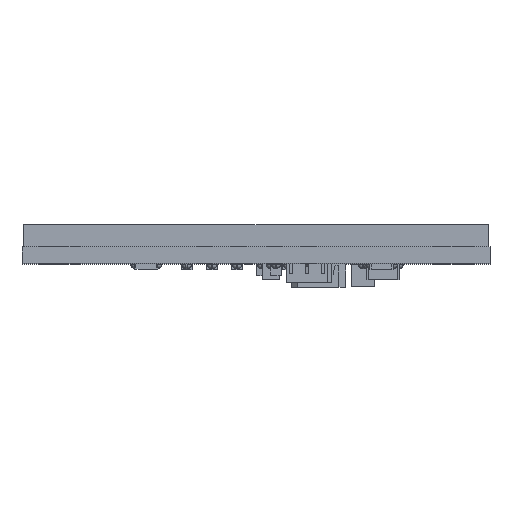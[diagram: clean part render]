
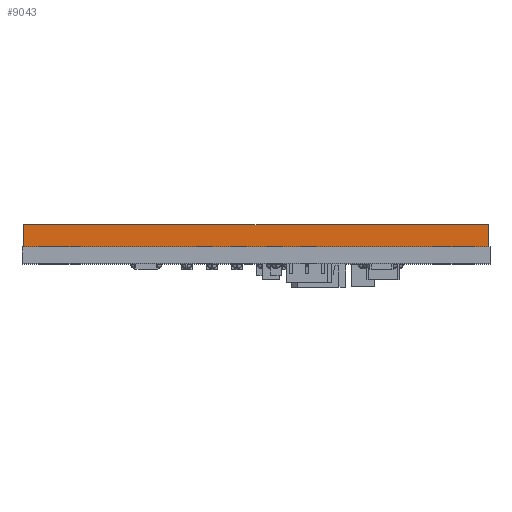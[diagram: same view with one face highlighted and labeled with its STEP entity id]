
A CAD part, top view. The second image highlights one B-rep face of the part: STEP entity #9043.
In plain terms, the highlighted planar face has unit normal (0, 0, 1).
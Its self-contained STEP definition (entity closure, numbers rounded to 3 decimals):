
#263 = VECTOR ( 'NONE', #6395, 1000. ) ;
#1341 = LINE ( 'NONE', #8312, #1426 ) ;
#1426 = VECTOR ( 'NONE', #2383, 1000. ) ;
#1552 = LINE ( 'NONE', #9509, #12152 ) ;
#1605 = LINE ( 'NONE', #4434, #263 ) ;
#2092 = FACE_OUTER_BOUND ( 'NONE', #2844, .T. ) ;
#2162 = EDGE_CURVE ( 'NONE', #8396, #4392, #1552, .T. ) ;
#2383 = DIRECTION ( 'NONE',  ( 1., 0., 0. ) ) ;
#2386 = EDGE_CURVE ( 'NONE', #4392, #6546, #4034, .T. ) ;
#2444 = CARTESIAN_POINT ( 'NONE',  ( -16.95, 2.835, 18.5 ) ) ;
#2715 = ORIENTED_EDGE ( 'NONE', *, *, #2162, .F. ) ;
#2844 = EDGE_LOOP ( 'NONE', ( #4212, #12849, #2715, #12325 ) ) ;
#2898 = VECTOR ( 'NONE', #7619, 1000. ) ;
#4034 = LINE ( 'NONE', #10027, #2898 ) ;
#4212 = ORIENTED_EDGE ( 'NONE', *, *, #10838, .T. ) ;
#4392 = VERTEX_POINT ( 'NONE', #5582 ) ;
#4434 = CARTESIAN_POINT ( 'NONE',  ( -16.95, 2.7, 18.5 ) ) ;
#4562 = DIRECTION ( 'NONE',  ( 1., 0., 0. ) ) ;
#5582 = CARTESIAN_POINT ( 'NONE',  ( 16.95, 2.835, 18.5 ) ) ;
#6395 = DIRECTION ( 'NONE',  ( 0., -1., 0. ) ) ;
#6546 = VERTEX_POINT ( 'NONE', #7645 ) ;
#7413 = EDGE_CURVE ( 'NONE', #8396, #12013, #1605, .T. ) ;
#7619 = DIRECTION ( 'NONE',  ( 0., -1., 0. ) ) ;
#7645 = CARTESIAN_POINT ( 'NONE',  ( 16.95, 1.2, 18.5 ) ) ;
#7891 = CARTESIAN_POINT ( 'NONE',  ( -16.95, 2.7, 18.5 ) ) ;
#8312 = CARTESIAN_POINT ( 'NONE',  ( -16.95, 1.2, 18.5 ) ) ;
#8396 = VERTEX_POINT ( 'NONE', #2444 ) ;
#8983 = PLANE ( 'NONE',  #9883 ) ;
#9043 = ADVANCED_FACE ( 'NONE', ( #2092 ), #8983, .F. ) ;
#9509 = CARTESIAN_POINT ( 'NONE',  ( -16.95, 2.835, 18.5 ) ) ;
#9883 = AXIS2_PLACEMENT_3D ( 'NONE', #7891, #12712, #10042 ) ;
#10027 = CARTESIAN_POINT ( 'NONE',  ( 16.95, 2.7, 18.5 ) ) ;
#10042 = DIRECTION ( 'NONE',  ( -1., 0., 0. ) ) ;
#10838 = EDGE_CURVE ( 'NONE', #12013, #6546, #1341, .T. ) ;
#12013 = VERTEX_POINT ( 'NONE', #12091 ) ;
#12091 = CARTESIAN_POINT ( 'NONE',  ( -16.95, 1.2, 18.5 ) ) ;
#12152 = VECTOR ( 'NONE', #4562, 1000. ) ;
#12325 = ORIENTED_EDGE ( 'NONE', *, *, #7413, .T. ) ;
#12712 = DIRECTION ( 'NONE',  ( 0., 0., -1. ) ) ;
#12849 = ORIENTED_EDGE ( 'NONE', *, *, #2386, .F. ) ;
